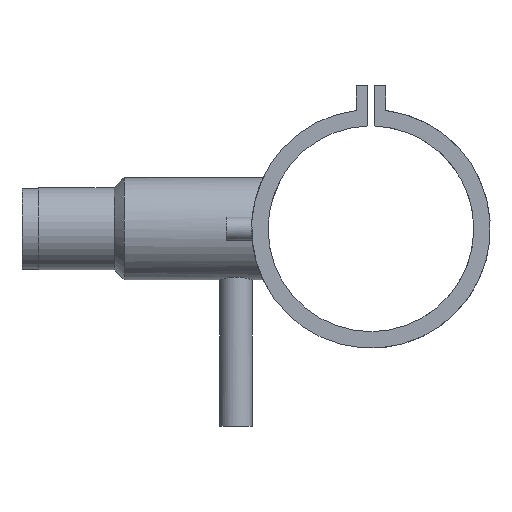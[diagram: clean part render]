
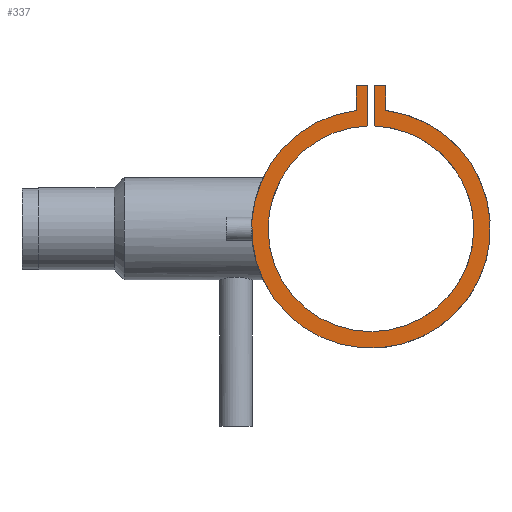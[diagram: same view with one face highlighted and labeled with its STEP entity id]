
A CAD part, left-side view. The second image highlights one B-rep face of the part: STEP entity #337.
In plain terms, the highlighted planar face has unit normal (-1, 0, 0).
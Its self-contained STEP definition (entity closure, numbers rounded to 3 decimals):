
#171 = EDGE_CURVE ( 'NONE', #2306, #687, #1432, .T. ) ;
#176 = CARTESIAN_POINT ( 'NONE',  ( -69., -2., 86.939 ) ) ;
#202 = EDGE_LOOP ( 'NONE', ( #1977, #1831, #626, #452, #1808, #1549, #609, #1319 ) ) ;
#248 = CARTESIAN_POINT ( 'NONE',  ( -69., 0., 0. ) ) ;
#296 = DIRECTION ( 'NONE',  ( -1., 0., 0. ) ) ;
#337 = ADVANCED_FACE ( 'NONE', ( #663 ), #1420, .F. ) ;
#384 = DIRECTION ( 'NONE',  ( 0., 0., -1. ) ) ;
#445 = VECTOR ( 'NONE', #495, 1000. ) ;
#448 = CARTESIAN_POINT ( 'NONE',  ( -69., 2., 86.939 ) ) ;
#452 = ORIENTED_EDGE ( 'NONE', *, *, #721, .F. ) ;
#484 = DIRECTION ( 'NONE',  ( 1., 0., 0. ) ) ;
#495 = DIRECTION ( 'NONE',  ( 0., 0., -1. ) ) ;
#515 = DIRECTION ( 'NONE',  ( 0., 0., 1. ) ) ;
#609 = ORIENTED_EDGE ( 'NONE', *, *, #2167, .F. ) ;
#623 = EDGE_CURVE ( 'NONE', #1709, #2182, #1322, .T. ) ;
#626 = ORIENTED_EDGE ( 'NONE', *, *, #2325, .F. ) ;
#627 = AXIS2_PLACEMENT_3D ( 'NONE', #2171, #484, #1233 ) ;
#659 = CARTESIAN_POINT ( 'NONE',  ( -69., -2., 86.939 ) ) ;
#663 = FACE_OUTER_BOUND ( 'NONE', #202, .T. ) ;
#668 = DIRECTION ( 'NONE',  ( 0., -1., 0. ) ) ;
#687 = VERTEX_POINT ( 'NONE', #1534 ) ;
#700 = VERTEX_POINT ( 'NONE', #1917 ) ;
#721 = EDGE_CURVE ( 'NONE', #700, #2245, #1866, .T. ) ;
#758 = AXIS2_PLACEMENT_3D ( 'NONE', #1985, #296, #1043 ) ;
#898 = VECTOR ( 'NONE', #384, 1000. ) ;
#922 = DIRECTION ( 'NONE',  ( 0., 0., 1. ) ) ;
#959 = VERTEX_POINT ( 'NONE', #1643 ) ;
#994 = DIRECTION ( 'NONE',  ( 1., 0., 0. ) ) ;
#1043 = DIRECTION ( 'NONE',  ( 0., 0., -1. ) ) ;
#1064 = CIRCLE ( 'NONE', #1383, 72.5 ) ;
#1110 = VECTOR ( 'NONE', #668, 1000. ) ;
#1129 = VERTEX_POINT ( 'NONE', #1253 ) ;
#1218 = CARTESIAN_POINT ( 'NONE',  ( -69., -9., 86.939 ) ) ;
#1233 = DIRECTION ( 'NONE',  ( 0., 0., -1. ) ) ;
#1253 = CARTESIAN_POINT ( 'NONE',  ( -69., 9., 86.939 ) ) ;
#1319 = ORIENTED_EDGE ( 'NONE', *, *, #1800, .F. ) ;
#1322 = LINE ( 'NONE', #2073, #898 ) ;
#1383 = AXIS2_PLACEMENT_3D ( 'NONE', #248, #994, #1755 ) ;
#1417 = DIRECTION ( 'NONE',  ( 0., -1., 0. ) ) ;
#1420 = PLANE ( 'NONE',  #627 ) ;
#1432 = LINE ( 'NONE', #2183, #445 ) ;
#1440 = EDGE_CURVE ( 'NONE', #687, #959, #1064, .T. ) ;
#1455 = LINE ( 'NONE', #2201, #2166 ) ;
#1475 = CARTESIAN_POINT ( 'NONE',  ( -69., -2., 86.939 ) ) ;
#1514 = VECTOR ( 'NONE', #1417, 1000. ) ;
#1534 = CARTESIAN_POINT ( 'NONE',  ( -69., -9., 71.939 ) ) ;
#1549 = ORIENTED_EDGE ( 'NONE', *, *, #623, .F. ) ;
#1612 = LINE ( 'NONE', #2358, #1110 ) ;
#1643 = CARTESIAN_POINT ( 'NONE',  ( -69., 9., 71.939 ) ) ;
#1709 = VERTEX_POINT ( 'NONE', #448 ) ;
#1741 = VECTOR ( 'NONE', #922, 1000. ) ;
#1755 = DIRECTION ( 'NONE',  ( 0., 0., -1. ) ) ;
#1800 = EDGE_CURVE ( 'NONE', #959, #1129, #1455, .T. ) ;
#1808 = ORIENTED_EDGE ( 'NONE', *, *, #2354, .F. ) ;
#1826 = CIRCLE ( 'NONE', #758, 62.5 ) ;
#1831 = ORIENTED_EDGE ( 'NONE', *, *, #171, .F. ) ;
#1866 = LINE ( 'NONE', #176, #1741 ) ;
#1917 = CARTESIAN_POINT ( 'NONE',  ( -69., -2., 62.468 ) ) ;
#1977 = ORIENTED_EDGE ( 'NONE', *, *, #1440, .F. ) ;
#1985 = CARTESIAN_POINT ( 'NONE',  ( -69., 0., 0. ) ) ;
#1992 = CARTESIAN_POINT ( 'NONE',  ( -69., 2., 62.468 ) ) ;
#2073 = CARTESIAN_POINT ( 'NONE',  ( -69., 2., 86.939 ) ) ;
#2166 = VECTOR ( 'NONE', #515, 1000. ) ;
#2167 = EDGE_CURVE ( 'NONE', #1129, #1709, #1612, .T. ) ;
#2171 = CARTESIAN_POINT ( 'NONE',  ( -69., 0., 0. ) ) ;
#2182 = VERTEX_POINT ( 'NONE', #1992 ) ;
#2183 = CARTESIAN_POINT ( 'NONE',  ( -69., -9., 86.939 ) ) ;
#2201 = CARTESIAN_POINT ( 'NONE',  ( -69., 9., 86.939 ) ) ;
#2245 = VERTEX_POINT ( 'NONE', #1475 ) ;
#2306 = VERTEX_POINT ( 'NONE', #1218 ) ;
#2325 = EDGE_CURVE ( 'NONE', #2245, #2306, #2351, .T. ) ;
#2351 = LINE ( 'NONE', #659, #1514 ) ;
#2354 = EDGE_CURVE ( 'NONE', #2182, #700, #1826, .T. ) ;
#2358 = CARTESIAN_POINT ( 'NONE',  ( -69., 9., 86.939 ) ) ;
